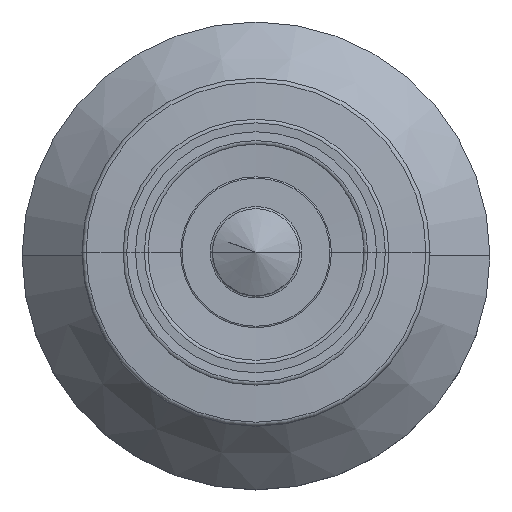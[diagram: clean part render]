
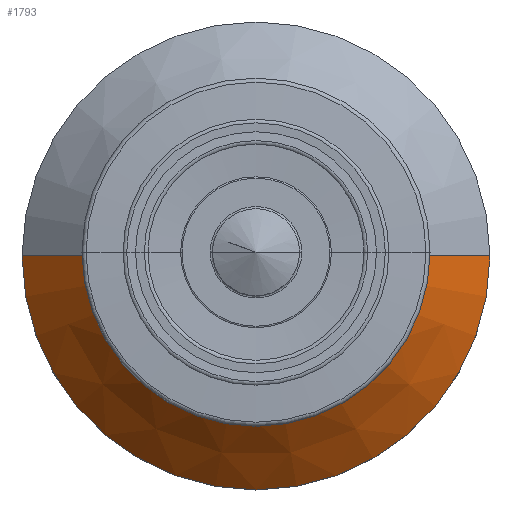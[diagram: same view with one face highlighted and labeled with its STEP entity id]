
A CAD part, top view. The second image highlights one B-rep face of the part: STEP entity #1793.
In plain terms, the highlighted conical face has half-angle 45 degrees and reference radius 15.25 mm.
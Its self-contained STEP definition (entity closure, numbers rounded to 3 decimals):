
#97 = VERTEX_POINT ( 'NONE', #200 ) ;
#124 = ORIENTED_EDGE ( 'NONE', *, *, #209, .T. ) ;
#172 = CARTESIAN_POINT ( 'NONE',  ( 0., 0., 14.25 ) ) ;
#186 = DIRECTION ( 'NONE',  ( 0., 0., -1. ) ) ;
#200 = CARTESIAN_POINT ( 'NONE',  ( 21.5, 0., 8. ) ) ;
#209 = EDGE_CURVE ( 'NONE', #1890, #97, #358, .T. ) ;
#221 = DIRECTION ( 'NONE',  ( -1., 0., 0. ) ) ;
#256 = VECTOR ( 'NONE', #273, 1000. ) ;
#273 = DIRECTION ( 'NONE',  ( 0.707, 0., -0.707 ) ) ;
#294 = EDGE_CURVE ( 'NONE', #993, #97, #1127, .T. ) ;
#307 = CIRCLE ( 'NONE', #2023, 15.25 ) ;
#358 = CIRCLE ( 'NONE', #1202, 21.5 ) ;
#383 = CONICAL_SURFACE ( 'NONE', #1245, 15.25, 0.785 ) ;
#456 = EDGE_LOOP ( 'NONE', ( #915, #535, #1385, #124 ) ) ;
#535 = ORIENTED_EDGE ( 'NONE', *, *, #1670, .F. ) ;
#915 = ORIENTED_EDGE ( 'NONE', *, *, #294, .F. ) ;
#993 = VERTEX_POINT ( 'NONE', #995 ) ;
#995 = CARTESIAN_POINT ( 'NONE',  ( 15.25, 0., 14.25 ) ) ;
#1068 = LINE ( 'NONE', #1951, #1501 ) ;
#1127 = LINE ( 'NONE', #1735, #256 ) ;
#1202 = AXIS2_PLACEMENT_3D ( 'NONE', #1778, #1761, #1754 ) ;
#1245 = AXIS2_PLACEMENT_3D ( 'NONE', #172, #186, #221 ) ;
#1307 = CARTESIAN_POINT ( 'NONE',  ( -21.5, 0., 8. ) ) ;
#1308 = FACE_OUTER_BOUND ( 'NONE', #456, .T. ) ;
#1346 = DIRECTION ( 'NONE',  ( -0.707, 0., -0.707 ) ) ;
#1385 = ORIENTED_EDGE ( 'NONE', *, *, #2040, .T. ) ;
#1501 = VECTOR ( 'NONE', #1346, 1000. ) ;
#1563 = VERTEX_POINT ( 'NONE', #1733 ) ;
#1638 = DIRECTION ( 'NONE',  ( 1., 0., 0. ) ) ;
#1646 = DIRECTION ( 'NONE',  ( 0., 0., 1. ) ) ;
#1652 = CARTESIAN_POINT ( 'NONE',  ( 0., 0., 14.25 ) ) ;
#1670 = EDGE_CURVE ( 'NONE', #1563, #993, #307, .T. ) ;
#1733 = CARTESIAN_POINT ( 'NONE',  ( -15.25, 0., 14.25 ) ) ;
#1735 = CARTESIAN_POINT ( 'NONE',  ( 15.25, 0., 14.25 ) ) ;
#1754 = DIRECTION ( 'NONE',  ( 1., 0., 0. ) ) ;
#1761 = DIRECTION ( 'NONE',  ( 0., 0., 1. ) ) ;
#1778 = CARTESIAN_POINT ( 'NONE',  ( 0., 0., 8. ) ) ;
#1793 = ADVANCED_FACE ( 'NONE', ( #1308 ), #383, .T. ) ;
#1890 = VERTEX_POINT ( 'NONE', #1307 ) ;
#1951 = CARTESIAN_POINT ( 'NONE',  ( -15.25, 0., 14.25 ) ) ;
#2023 = AXIS2_PLACEMENT_3D ( 'NONE', #1652, #1646, #1638 ) ;
#2040 = EDGE_CURVE ( 'NONE', #1563, #1890, #1068, .T. ) ;
